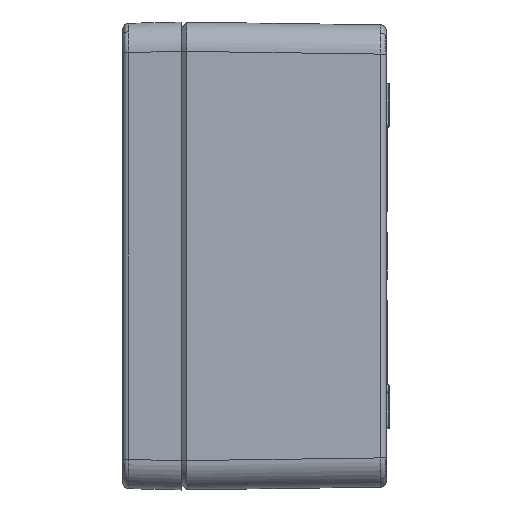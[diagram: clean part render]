
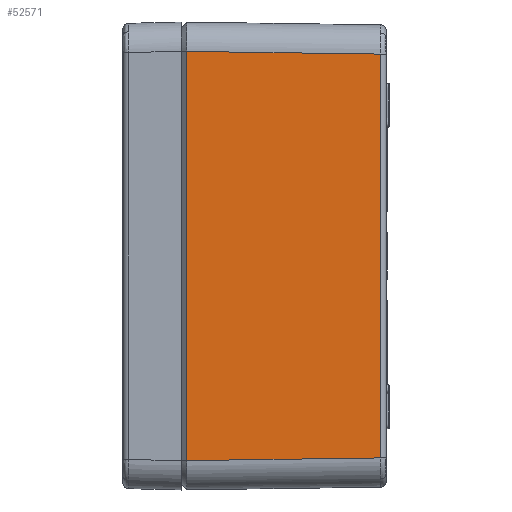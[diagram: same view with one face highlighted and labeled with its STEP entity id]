
A CAD part, left-side view. The second image highlights one B-rep face of the part: STEP entity #52571.
In plain terms, the highlighted planar face has unit normal (-1, -0.014, 0).
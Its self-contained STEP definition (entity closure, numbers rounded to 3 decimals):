
#14808 = EDGE_CURVE ( 'NONE', #38109, #34161, #114456, .T. ) ;
#27774 = VERTEX_POINT ( 'NONE', #51110 ) ;
#34161 = VERTEX_POINT ( 'NONE', #66595 ) ;
#34300 = EDGE_CURVE ( 'NONE', #34161, #27774, #66673, .T. ) ;
#38058 = EDGE_CURVE ( 'NONE', #39228, #38109, #67682, .T. ) ;
#38109 = VERTEX_POINT ( 'NONE', #67770 ) ;
#39228 = VERTEX_POINT ( 'NONE', #69338 ) ;
#51110 = CARTESIAN_POINT ( 'NONE',  ( -179.028, -68.028, -69.029 ) ) ;
#51749 = ORIENTED_EDGE ( 'NONE', *, *, #38058, .T. ) ;
#51876 = ORIENTED_EDGE ( 'NONE', *, *, #14808, .T. ) ;
#51925 = ORIENTED_EDGE ( 'NONE', *, *, #52048, .T. ) ;
#52048 = EDGE_CURVE ( 'NONE', #27774, #39228, #75119, .T. ) ;
#52117 = ORIENTED_EDGE ( 'NONE', *, *, #34300, .T. ) ;
#52436 = EDGE_LOOP ( 'NONE', ( #52117, #51925, #51749, #51876 ) ) ;
#52571 = ADVANCED_FACE ( 'NONE', ( #75461 ), #75510, .T. ) ;
#66595 = CARTESIAN_POINT ( 'NONE',  ( -179.947, -1.8, -69.948 ) ) ;
#66670 = DIRECTION ( 'NONE',  ( 0.014, -1., 0.014 ) ) ;
#66671 = VECTOR ( 'NONE', #66670, 1000. ) ;
#66672 = CARTESIAN_POINT ( 'NONE',  ( -180.002, 2.139, -70.003 ) ) ;
#66673 = LINE ( 'NONE', #66672, #66671 ) ;
#67679 = DIRECTION ( 'NONE',  ( -0.014, 1., 0.014 ) ) ;
#67680 = VECTOR ( 'NONE', #67679, 1000. ) ;
#67681 = CARTESIAN_POINT ( 'NONE',  ( -179.971, -0.081, 69.972 ) ) ;
#67682 = LINE ( 'NONE', #67681, #67680 ) ;
#67770 = CARTESIAN_POINT ( 'NONE',  ( -179.947, -1.8, 69.948 ) ) ;
#69338 = CARTESIAN_POINT ( 'NONE',  ( -179.028, -68.028, 69.029 ) ) ;
#75116 = DIRECTION ( 'NONE',  ( 0., 0., 1. ) ) ;
#75117 = VECTOR ( 'NONE', #75116, 1000. ) ;
#75118 = CARTESIAN_POINT ( 'NONE',  ( -179.028, -68.028, 69.002 ) ) ;
#75119 = LINE ( 'NONE', #75118, #75117 ) ;
#75461 = FACE_OUTER_BOUND ( 'NONE', #52436, .T. ) ;
#75506 = DIRECTION ( 'NONE',  ( 0.014, -1., 0. ) ) ;
#75507 = DIRECTION ( 'NONE',  ( -1., -0.014, 0. ) ) ;
#75508 = CARTESIAN_POINT ( 'NONE',  ( -180., 2., -80. ) ) ;
#75509 = AXIS2_PLACEMENT_3D ( 'NONE', #75508, #75507, #75506 ) ;
#75510 = PLANE ( 'NONE',  #75509 ) ;
#114453 = DIRECTION ( 'NONE',  ( 0., 0., -1. ) ) ;
#114454 = VECTOR ( 'NONE', #114453, 1000. ) ;
#114455 = CARTESIAN_POINT ( 'NONE',  ( -179.947, -1.8, -69.973 ) ) ;
#114456 = LINE ( 'NONE', #114455, #114454 ) ;
